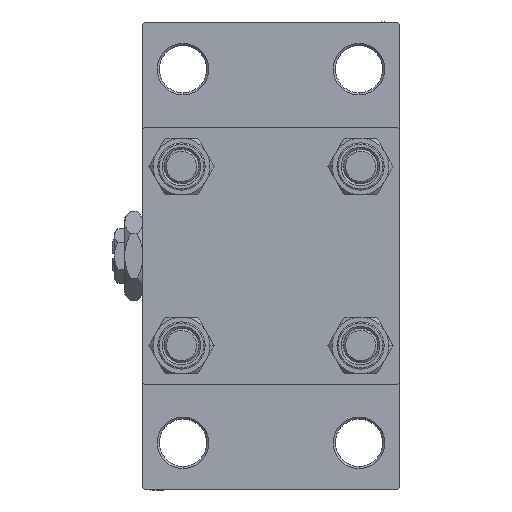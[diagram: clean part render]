
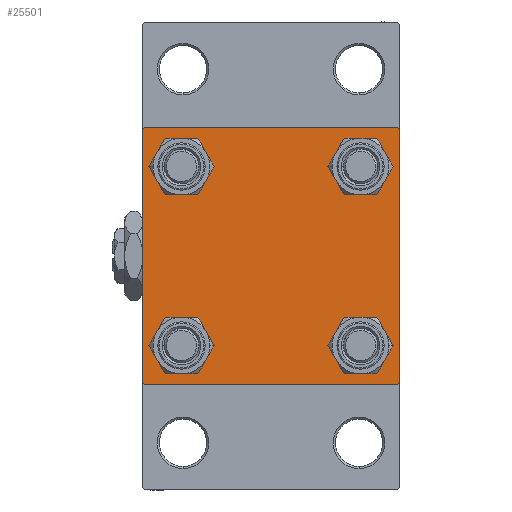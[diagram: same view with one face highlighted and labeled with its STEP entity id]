
A CAD part, left-side view. The second image highlights one B-rep face of the part: STEP entity #25501.
In plain terms, the highlighted planar face has unit normal (-1, 0, 0).
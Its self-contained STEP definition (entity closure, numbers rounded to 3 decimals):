
#122 = CARTESIAN_POINT ( 'NONE',  ( 0., -20.85, -25.35 ) ) ;
#280 = CARTESIAN_POINT ( 'NONE',  ( 0., 20.85, 20.85 ) ) ;
#439 = VERTEX_POINT ( 'NONE', #47847 ) ;
#758 = ORIENTED_EDGE ( 'NONE', *, *, #6656, .T. ) ;
#762 = ORIENTED_EDGE ( 'NONE', *, *, #13665, .T. ) ;
#1072 = LINE ( 'NONE', #46136, #19805 ) ;
#1832 = VERTEX_POINT ( 'NONE', #43477 ) ;
#2286 = AXIS2_PLACEMENT_3D ( 'NONE', #14629, #34149, #26878 ) ;
#2359 = EDGE_CURVE ( 'NONE', #5995, #7214, #24420, .T. ) ;
#2449 = CIRCLE ( 'NONE', #16811, 4.5 ) ;
#3675 = VECTOR ( 'NONE', #39230, 1000. ) ;
#3910 = CARTESIAN_POINT ( 'NONE',  ( 0., 30., 29.5 ) ) ;
#4324 = CARTESIAN_POINT ( 'NONE',  ( 0., -29.75, 29.75 ) ) ;
#4506 = ORIENTED_EDGE ( 'NONE', *, *, #26057, .T. ) ;
#5077 = DIRECTION ( 'NONE',  ( 0., 0., 1. ) ) ;
#5415 = AXIS2_PLACEMENT_3D ( 'NONE', #11684, #42211, #42705 ) ;
#5523 = VECTOR ( 'NONE', #15278, 1000. ) ;
#5995 = VERTEX_POINT ( 'NONE', #39312 ) ;
#6173 = DIRECTION ( 'NONE',  ( 0., 0., 1. ) ) ;
#6656 = EDGE_CURVE ( 'NONE', #7239, #1832, #36433, .T. ) ;
#6721 = CARTESIAN_POINT ( 'NONE',  ( 0., -30., 29.5 ) ) ;
#6749 = AXIS2_PLACEMENT_3D ( 'NONE', #46053, #21618, #48381 ) ;
#6997 = VECTOR ( 'NONE', #29505, 1000. ) ;
#7214 = VERTEX_POINT ( 'NONE', #20014 ) ;
#7239 = VERTEX_POINT ( 'NONE', #8971 ) ;
#7800 = EDGE_CURVE ( 'NONE', #42325, #439, #23021, .T. ) ;
#8247 = ORIENTED_EDGE ( 'NONE', *, *, #40492, .F. ) ;
#8331 = DIRECTION ( 'NONE',  ( 0., -0.707, 0.707 ) ) ;
#8551 = VERTEX_POINT ( 'NONE', #26004 ) ;
#8775 = VERTEX_POINT ( 'NONE', #48471 ) ;
#8971 = CARTESIAN_POINT ( 'NONE',  ( 0., 20.85, 25.35 ) ) ;
#8990 = CARTESIAN_POINT ( 'NONE',  ( 0., 30., -29.5 ) ) ;
#9134 = DIRECTION ( 'NONE',  ( 0., 0., 1. ) ) ;
#10152 = AXIS2_PLACEMENT_3D ( 'NONE', #35995, #24961, #6173 ) ;
#10201 = CARTESIAN_POINT ( 'NONE',  ( 0., 29.75, -29.75 ) ) ;
#10942 = EDGE_LOOP ( 'NONE', ( #37435, #45290 ) ) ;
#11516 = LINE ( 'NONE', #45315, #5523 ) ;
#11684 = CARTESIAN_POINT ( 'NONE',  ( 0., 20.85, -20.85 ) ) ;
#11721 = LINE ( 'NONE', #34499, #47692 ) ;
#12006 = VECTOR ( 'NONE', #44481, 1000. ) ;
#12496 = ORIENTED_EDGE ( 'NONE', *, *, #15269, .T. ) ;
#13212 = LINE ( 'NONE', #10201, #12006 ) ;
#13516 = ORIENTED_EDGE ( 'NONE', *, *, #7800, .F. ) ;
#13665 = EDGE_CURVE ( 'NONE', #22440, #26908, #25499, .T. ) ;
#14629 = CARTESIAN_POINT ( 'NONE',  ( 0., -20.85, -20.85 ) ) ;
#14794 = EDGE_LOOP ( 'NONE', ( #758, #4506 ) ) ;
#14846 = AXIS2_PLACEMENT_3D ( 'NONE', #280, #34341, #42087 ) ;
#15160 = EDGE_LOOP ( 'NONE', ( #34787, #762 ) ) ;
#15269 = EDGE_CURVE ( 'NONE', #26227, #18895, #13212, .T. ) ;
#15278 = DIRECTION ( 'NONE',  ( 0., -1., 0. ) ) ;
#16450 = DIRECTION ( 'NONE',  ( 0., 0., -1. ) ) ;
#16773 = EDGE_CURVE ( 'NONE', #39714, #8775, #2449, .T. ) ;
#16811 = AXIS2_PLACEMENT_3D ( 'NONE', #25102, #20615, #5077 ) ;
#17976 = LINE ( 'NONE', #49514, #6997 ) ;
#18198 = FACE_BOUND ( 'NONE', #10942, .T. ) ;
#18262 = VERTEX_POINT ( 'NONE', #3910 ) ;
#18895 = VERTEX_POINT ( 'NONE', #24489 ) ;
#19045 = DIRECTION ( 'NONE',  ( 0., 0., 1. ) ) ;
#19643 = AXIS2_PLACEMENT_3D ( 'NONE', #29144, #28652, #33132 ) ;
#19805 = VECTOR ( 'NONE', #8331, 1000. ) ;
#20014 = CARTESIAN_POINT ( 'NONE',  ( 0., 20.85, -25.35 ) ) ;
#20214 = LINE ( 'NONE', #30978, #3675 ) ;
#20347 = LINE ( 'NONE', #4324, #39835 ) ;
#20615 = DIRECTION ( 'NONE',  ( 1., 0., 0. ) ) ;
#20620 = CIRCLE ( 'NONE', #5415, 4.5 ) ;
#20866 = VERTEX_POINT ( 'NONE', #48615 ) ;
#21557 = ORIENTED_EDGE ( 'NONE', *, *, #36946, .T. ) ;
#21618 = DIRECTION ( 'NONE',  ( 1., 0., 0. ) ) ;
#21846 = ORIENTED_EDGE ( 'NONE', *, *, #49064, .T. ) ;
#22440 = VERTEX_POINT ( 'NONE', #122 ) ;
#22503 = EDGE_LOOP ( 'NONE', ( #26699, #21846 ) ) ;
#23021 = LINE ( 'NONE', #34295, #30115 ) ;
#23873 = CIRCLE ( 'NONE', #2286, 4.5 ) ;
#24420 = CIRCLE ( 'NONE', #19643, 4.5 ) ;
#24489 = CARTESIAN_POINT ( 'NONE',  ( 0., 29.5, -30. ) ) ;
#24961 = DIRECTION ( 'NONE',  ( 1., 0., 0. ) ) ;
#25102 = CARTESIAN_POINT ( 'NONE',  ( 0., -20.85, 20.85 ) ) ;
#25499 = CIRCLE ( 'NONE', #42287, 4.5 ) ;
#25501 = ADVANCED_FACE ( 'NONE', ( #18198, #33464, #34452, #31197, #43203 ), #34942, .T. ) ;
#25649 = ORIENTED_EDGE ( 'NONE', *, *, #35125, .T. ) ;
#26004 = CARTESIAN_POINT ( 'NONE',  ( 0., -29.5, 30. ) ) ;
#26057 = EDGE_CURVE ( 'NONE', #1832, #7239, #34735, .T. ) ;
#26227 = VERTEX_POINT ( 'NONE', #8990 ) ;
#26699 = ORIENTED_EDGE ( 'NONE', *, *, #2359, .T. ) ;
#26878 = DIRECTION ( 'NONE',  ( 0., 0., 1. ) ) ;
#26908 = VERTEX_POINT ( 'NONE', #33123 ) ;
#28176 = DIRECTION ( 'NONE',  ( -1., 0., 0. ) ) ;
#28652 = DIRECTION ( 'NONE',  ( 1., 0., 0. ) ) ;
#29144 = CARTESIAN_POINT ( 'NONE',  ( 0., 20.85, -20.85 ) ) ;
#29505 = DIRECTION ( 'NONE',  ( 0., 0.707, -0.707 ) ) ;
#29903 = CARTESIAN_POINT ( 'NONE',  ( 0., 29.5, 30. ) ) ;
#30115 = VECTOR ( 'NONE', #34042, 1000. ) ;
#30978 = CARTESIAN_POINT ( 'NONE',  ( 0., 30., -30. ) ) ;
#31197 = FACE_BOUND ( 'NONE', #14794, .T. ) ;
#33123 = CARTESIAN_POINT ( 'NONE',  ( 0., -20.85, -16.35 ) ) ;
#33132 = DIRECTION ( 'NONE',  ( 0., 0., 1. ) ) ;
#33464 = FACE_BOUND ( 'NONE', #15160, .T. ) ;
#33654 = EDGE_LOOP ( 'NONE', ( #25649, #12496, #39263, #43996, #13516, #40496, #8247, #21557 ) ) ;
#33902 = EDGE_CURVE ( 'NONE', #18895, #20866, #20214, .T. ) ;
#34042 = DIRECTION ( 'NONE',  ( 0., 0., -1. ) ) ;
#34149 = DIRECTION ( 'NONE',  ( 1., 0., 0. ) ) ;
#34295 = CARTESIAN_POINT ( 'NONE',  ( 0., -30., 30. ) ) ;
#34341 = DIRECTION ( 'NONE',  ( 1., 0., 0. ) ) ;
#34452 = FACE_BOUND ( 'NONE', #22503, .T. ) ;
#34499 = CARTESIAN_POINT ( 'NONE',  ( 0., 30., 30. ) ) ;
#34735 = CIRCLE ( 'NONE', #6749, 4.5 ) ;
#34787 = ORIENTED_EDGE ( 'NONE', *, *, #47868, .T. ) ;
#34942 = PLANE ( 'NONE',  #49071 ) ;
#35125 = EDGE_CURVE ( 'NONE', #18262, #26227, #11721, .T. ) ;
#35209 = CARTESIAN_POINT ( 'NONE',  ( 0., 0., 0. ) ) ;
#35623 = DIRECTION ( 'NONE',  ( 0., 0.707, 0.707 ) ) ;
#35771 = CARTESIAN_POINT ( 'NONE',  ( 0., -20.85, 16.35 ) ) ;
#35994 = EDGE_CURVE ( 'NONE', #8775, #39714, #45313, .T. ) ;
#35995 = CARTESIAN_POINT ( 'NONE',  ( 0., -20.85, 20.85 ) ) ;
#36354 = EDGE_CURVE ( 'NONE', #20866, #439, #1072, .T. ) ;
#36433 = CIRCLE ( 'NONE', #14846, 4.5 ) ;
#36946 = EDGE_CURVE ( 'NONE', #47885, #18262, #17976, .T. ) ;
#37435 = ORIENTED_EDGE ( 'NONE', *, *, #35994, .T. ) ;
#39230 = DIRECTION ( 'NONE',  ( 0., -1., 0. ) ) ;
#39263 = ORIENTED_EDGE ( 'NONE', *, *, #33902, .T. ) ;
#39312 = CARTESIAN_POINT ( 'NONE',  ( 0., 20.85, -16.35 ) ) ;
#39714 = VERTEX_POINT ( 'NONE', #35771 ) ;
#39835 = VECTOR ( 'NONE', #35623, 1000. ) ;
#40492 = EDGE_CURVE ( 'NONE', #47885, #8551, #11516, .T. ) ;
#40496 = ORIENTED_EDGE ( 'NONE', *, *, #47061, .T. ) ;
#41575 = CARTESIAN_POINT ( 'NONE',  ( 0., -20.85, -20.85 ) ) ;
#42087 = DIRECTION ( 'NONE',  ( 0., 0., 1. ) ) ;
#42211 = DIRECTION ( 'NONE',  ( 1., 0., 0. ) ) ;
#42287 = AXIS2_PLACEMENT_3D ( 'NONE', #41575, #45584, #19045 ) ;
#42325 = VERTEX_POINT ( 'NONE', #6721 ) ;
#42705 = DIRECTION ( 'NONE',  ( 0., 0., 1. ) ) ;
#43203 = FACE_OUTER_BOUND ( 'NONE', #33654, .T. ) ;
#43477 = CARTESIAN_POINT ( 'NONE',  ( 0., 20.85, 16.35 ) ) ;
#43996 = ORIENTED_EDGE ( 'NONE', *, *, #36354, .T. ) ;
#44481 = DIRECTION ( 'NONE',  ( 0., -0.707, -0.707 ) ) ;
#45290 = ORIENTED_EDGE ( 'NONE', *, *, #16773, .T. ) ;
#45313 = CIRCLE ( 'NONE', #10152, 4.5 ) ;
#45315 = CARTESIAN_POINT ( 'NONE',  ( 0., 30., 30. ) ) ;
#45584 = DIRECTION ( 'NONE',  ( 1., 0., 0. ) ) ;
#46053 = CARTESIAN_POINT ( 'NONE',  ( 0., 20.85, 20.85 ) ) ;
#46136 = CARTESIAN_POINT ( 'NONE',  ( 0., -29.75, -29.75 ) ) ;
#47061 = EDGE_CURVE ( 'NONE', #42325, #8551, #20347, .T. ) ;
#47692 = VECTOR ( 'NONE', #16450, 1000. ) ;
#47847 = CARTESIAN_POINT ( 'NONE',  ( 0., -30., -29.5 ) ) ;
#47868 = EDGE_CURVE ( 'NONE', #26908, #22440, #23873, .T. ) ;
#47885 = VERTEX_POINT ( 'NONE', #29903 ) ;
#48381 = DIRECTION ( 'NONE',  ( 0., 0., 1. ) ) ;
#48471 = CARTESIAN_POINT ( 'NONE',  ( 0., -20.85, 25.35 ) ) ;
#48615 = CARTESIAN_POINT ( 'NONE',  ( 0., -29.5, -30. ) ) ;
#49064 = EDGE_CURVE ( 'NONE', #7214, #5995, #20620, .T. ) ;
#49071 = AXIS2_PLACEMENT_3D ( 'NONE', #35209, #28176, #9134 ) ;
#49514 = CARTESIAN_POINT ( 'NONE',  ( 0., 29.75, 29.75 ) ) ;
